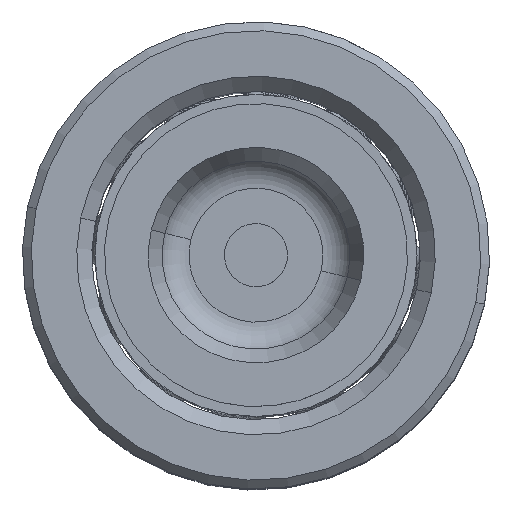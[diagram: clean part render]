
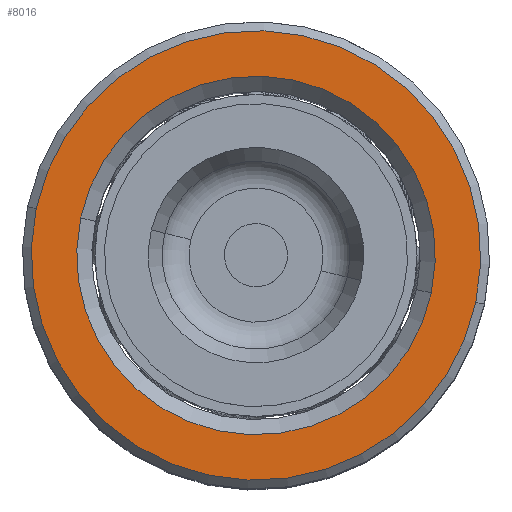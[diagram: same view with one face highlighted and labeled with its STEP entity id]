
A CAD part, top view. The second image highlights one B-rep face of the part: STEP entity #8016.
In plain terms, the highlighted planar face has unit normal (0, 0, 1).
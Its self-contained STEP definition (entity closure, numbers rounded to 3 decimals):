
#237 = CARTESIAN_POINT ( 'NONE',  ( 0., 0., 50. ) ) ;
#546 = AXIS2_PLACEMENT_3D ( 'NONE', #8155, #21955, #6465 ) ;
#2301 = CIRCLE ( 'NONE', #13734, 14.2 ) ;
#2889 = CARTESIAN_POINT ( 'NONE',  ( -14.2, 0., 50. ) ) ;
#3123 = CARTESIAN_POINT ( 'NONE',  ( 0., 0., 50. ) ) ;
#3985 = AXIS2_PLACEMENT_3D ( 'NONE', #237, #7910, #4392 ) ;
#4261 = VERTEX_POINT ( 'NONE', #7956 ) ;
#4392 = DIRECTION ( 'NONE',  ( 1., 0., 0. ) ) ;
#4433 = DIRECTION ( 'NONE',  ( 0., 0., 1. ) ) ;
#5554 = CIRCLE ( 'NONE', #3985, 14.2 ) ;
#6001 = FACE_BOUND ( 'NONE', #17858, .T. ) ;
#6465 = DIRECTION ( 'NONE',  ( 1., 0., 0. ) ) ;
#7189 = CARTESIAN_POINT ( 'NONE',  ( -17.8, 0., 50. ) ) ;
#7910 = DIRECTION ( 'NONE',  ( 0., 0., -1. ) ) ;
#7956 = CARTESIAN_POINT ( 'NONE',  ( 17.8, 0., 50. ) ) ;
#8016 = ADVANCED_FACE ( 'NONE', ( #17131, #6001 ), #13029, .T. ) ;
#8106 = VERTEX_POINT ( 'NONE', #2889 ) ;
#8155 = CARTESIAN_POINT ( 'NONE',  ( 0., 0., 50. ) ) ;
#8352 = CIRCLE ( 'NONE', #13916, 17.8 ) ;
#8706 = EDGE_CURVE ( 'NONE', #20788, #4261, #8352, .T. ) ;
#10402 = ORIENTED_EDGE ( 'NONE', *, *, #8706, .T. ) ;
#11993 = VERTEX_POINT ( 'NONE', #14970 ) ;
#13029 = PLANE ( 'NONE',  #17811 ) ;
#13051 = EDGE_CURVE ( 'NONE', #8106, #11993, #5554, .T. ) ;
#13734 = AXIS2_PLACEMENT_3D ( 'NONE', #14671, #24180, #18581 ) ;
#13916 = AXIS2_PLACEMENT_3D ( 'NONE', #20163, #4433, #24071 ) ;
#14671 = CARTESIAN_POINT ( 'NONE',  ( 0., 0., 50. ) ) ;
#14970 = CARTESIAN_POINT ( 'NONE',  ( 14.2, 0., 50. ) ) ;
#17131 = FACE_OUTER_BOUND ( 'NONE', #18037, .T. ) ;
#17471 = ORIENTED_EDGE ( 'NONE', *, *, #24338, .T. ) ;
#17811 = AXIS2_PLACEMENT_3D ( 'NONE', #3123, #24445, #22386 ) ;
#17858 = EDGE_LOOP ( 'NONE', ( #17471, #20516 ) ) ;
#18037 = EDGE_LOOP ( 'NONE', ( #10402, #23113 ) ) ;
#18581 = DIRECTION ( 'NONE',  ( 1., 0., 0. ) ) ;
#19319 = CIRCLE ( 'NONE', #546, 17.8 ) ;
#19985 = EDGE_CURVE ( 'NONE', #4261, #20788, #19319, .T. ) ;
#20163 = CARTESIAN_POINT ( 'NONE',  ( 0., 0., 50. ) ) ;
#20516 = ORIENTED_EDGE ( 'NONE', *, *, #13051, .T. ) ;
#20788 = VERTEX_POINT ( 'NONE', #7189 ) ;
#21955 = DIRECTION ( 'NONE',  ( 0., 0., 1. ) ) ;
#22386 = DIRECTION ( 'NONE',  ( 1., 0., 0. ) ) ;
#23113 = ORIENTED_EDGE ( 'NONE', *, *, #19985, .T. ) ;
#24071 = DIRECTION ( 'NONE',  ( 1., 0., 0. ) ) ;
#24180 = DIRECTION ( 'NONE',  ( 0., 0., -1. ) ) ;
#24338 = EDGE_CURVE ( 'NONE', #11993, #8106, #2301, .T. ) ;
#24445 = DIRECTION ( 'NONE',  ( 0., 0., 1. ) ) ;
